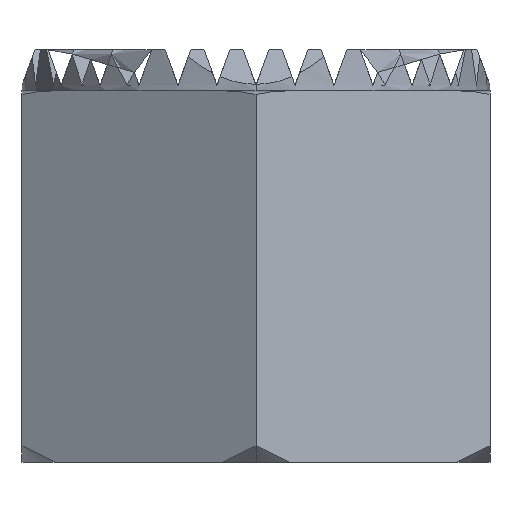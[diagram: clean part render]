
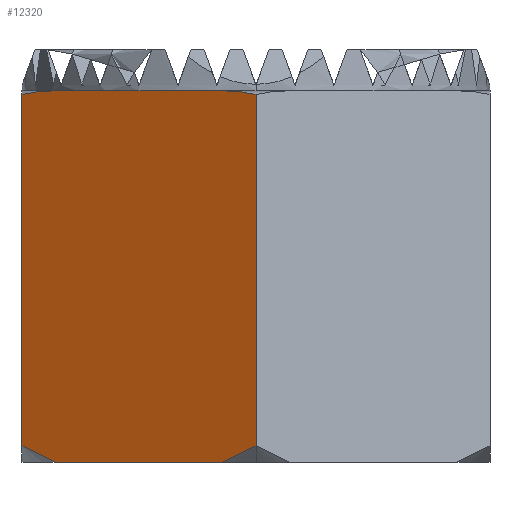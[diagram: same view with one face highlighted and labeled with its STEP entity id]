
A CAD part, front view. The second image highlights one B-rep face of the part: STEP entity #12320.
In plain terms, the highlighted planar face has unit normal (-0.5, -0.866, 0).
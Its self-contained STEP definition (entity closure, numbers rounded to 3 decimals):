
#177 = CARTESIAN_POINT ( 'NONE',  ( 0., -9.815, 0.615 ) ) ;
#189 = EDGE_CURVE ( 'NONE', #11834, #8405, #13324, .T. ) ;
#349 = EDGE_CURVE ( 'NONE', #1485, #11222, #5927, .T. ) ;
#716 = CARTESIAN_POINT ( 'NONE',  ( -8.5, -4.907, 0.615 ) ) ;
#763 = VECTOR ( 'NONE', #10392, 1000. ) ;
#771 = ORIENTED_EDGE ( 'NONE', *, *, #4630, .T. ) ;
#806 = DIRECTION ( 'NONE',  ( 0.5, 0.866, 0. ) ) ;
#816 = DIRECTION ( 'NONE',  ( 0., 0., -1. ) ) ;
#862 = ORIENTED_EDGE ( 'NONE', *, *, #11858, .F. ) ;
#911 = EDGE_CURVE ( 'NONE', #13875, #7563, #6890, .T. ) ;
#1138 = CARTESIAN_POINT ( 'NONE',  ( -7.298, -5.601, 13.5 ) ) ;
#1184 = DIRECTION ( 'NONE',  ( -0.866, 0.5, 0. ) ) ;
#1485 = VERTEX_POINT ( 'NONE', #4730 ) ;
#1536 = CARTESIAN_POINT ( 'NONE',  ( 0., -9.815, 13.368 ) ) ;
#1961 = CARTESIAN_POINT ( 'NONE',  ( -8.5, -4.907, 16. ) ) ;
#2150 = B_SPLINE_CURVE_WITH_KNOTS ( 'NONE', 3,
 ( #4677, #11102, #5836, #11240 ),
 .UNSPECIFIED., .F., .F.,
 ( 4, 4 ),
 ( 0., 0.002 ),
 .UNSPECIFIED. ) ;
#2368 = DIRECTION ( 'NONE',  ( 0., 0., -1. ) ) ;
#3373 = CARTESIAN_POINT ( 'NONE',  ( -1.202, -9.121, 0. ) ) ;
#3383 = CARTESIAN_POINT ( 'NONE',  ( -7.298, -5.601, 0. ) ) ;
#3408 = CARTESIAN_POINT ( 'NONE',  ( -1.202, -9.121, 13.5 ) ) ;
#3481 = ORIENTED_EDGE ( 'NONE', *, *, #189, .T. ) ;
#3525 = ORIENTED_EDGE ( 'NONE', *, *, #911, .T. ) ;
#3710 = EDGE_CURVE ( 'NONE', #12609, #13875, #14229, .T. ) ;
#4184 = VECTOR ( 'NONE', #816, 1000. ) ;
#4261 = PLANE ( 'NONE',  #12247 ) ;
#4308 = CARTESIAN_POINT ( 'NONE',  ( -8.1, -5.138, 13.472 ) ) ;
#4350 = CARTESIAN_POINT ( 'NONE',  ( 2.125, -11.042, 13.5 ) ) ;
#4489 = CARTESIAN_POINT ( 'NONE',  ( 0., -9.815, 13.368 ) ) ;
#4630 = EDGE_CURVE ( 'NONE', #11222, #13248, #2150, .T. ) ;
#4677 = CARTESIAN_POINT ( 'NONE',  ( -1.202, -9.121, 0. ) ) ;
#4730 = CARTESIAN_POINT ( 'NONE',  ( -7.298, -5.601, 0. ) ) ;
#5119 = CARTESIAN_POINT ( 'NONE',  ( -8.108, -5.134, 0.388 ) ) ;
#5193 = CARTESIAN_POINT ( 'NONE',  ( -4.25, -7.361, 13.5 ) ) ;
#5541 = LINE ( 'NONE', #5610, #8088 ) ;
#5608 = EDGE_CURVE ( 'NONE', #7563, #13940, #6843, .T. ) ;
#5610 = CARTESIAN_POINT ( 'NONE',  ( 2.125, -11.042, 13.5 ) ) ;
#5836 = CARTESIAN_POINT ( 'NONE',  ( -0.392, -9.588, 0.388 ) ) ;
#5927 = LINE ( 'NONE', #10318, #763 ) ;
#6364 = DIRECTION ( 'NONE',  ( -0.866, 0.5, 0. ) ) ;
#6834 = VECTOR ( 'NONE', #1184, 1000. ) ;
#6843 = LINE ( 'NONE', #8996, #14002 ) ;
#6890 = B_SPLINE_CURVE_WITH_KNOTS ( 'NONE', 3,
 ( #1138, #7705, #4308, #12099 ),
 .UNSPECIFIED., .F., .F.,
 ( 4, 4 ),
 ( 0.008, 0.01 ),
 .UNSPECIFIED. ) ;
#7238 = CARTESIAN_POINT ( 'NONE',  ( 0., -9.815, 16. ) ) ;
#7563 = VERTEX_POINT ( 'NONE', #10114 ) ;
#7666 = CARTESIAN_POINT ( 'NONE',  ( -0.799, -9.354, 13.5 ) ) ;
#7705 = CARTESIAN_POINT ( 'NONE',  ( -7.699, -5.37, 13.5 ) ) ;
#7781 = CARTESIAN_POINT ( 'NONE',  ( -7.298, -5.601, 13.5 ) ) ;
#8088 = VECTOR ( 'NONE', #10005, 1000. ) ;
#8405 = VERTEX_POINT ( 'NONE', #13079 ) ;
#8893 = CARTESIAN_POINT ( 'NONE',  ( -0.398, -9.585, 13.471 ) ) ;
#8996 = CARTESIAN_POINT ( 'NONE',  ( -8.5, -4.907, 16. ) ) ;
#9065 = ORIENTED_EDGE ( 'NONE', *, *, #12717, .T. ) ;
#9132 = EDGE_LOOP ( 'NONE', ( #3481, #13885, #10115, #3525, #9703, #9065, #12612, #771, #862 ) ) ;
#9703 = ORIENTED_EDGE ( 'NONE', *, *, #5608, .T. ) ;
#9801 = B_SPLINE_CURVE_WITH_KNOTS ( 'NONE', 3,
 ( #716, #5119, #9866, #3383 ),
 .UNSPECIFIED., .F., .F.,
 ( 4, 4 ),
 ( 0., 0.002 ),
 .UNSPECIFIED. ) ;
#9866 = CARTESIAN_POINT ( 'NONE',  ( -7.708, -5.365, 0.181 ) ) ;
#10005 = DIRECTION ( 'NONE',  ( -0.866, 0.5, 0. ) ) ;
#10114 = CARTESIAN_POINT ( 'NONE',  ( -8.5, -4.907, 13.368 ) ) ;
#10115 = ORIENTED_EDGE ( 'NONE', *, *, #3710, .T. ) ;
#10318 = CARTESIAN_POINT ( 'NONE',  ( 2.65, -11.345, 0. ) ) ;
#10392 = DIRECTION ( 'NONE',  ( 0.866, -0.5, 0. ) ) ;
#10681 = FACE_OUTER_BOUND ( 'NONE', #9132, .T. ) ;
#11102 = CARTESIAN_POINT ( 'NONE',  ( -0.792, -9.358, 0.181 ) ) ;
#11222 = VERTEX_POINT ( 'NONE', #3373 ) ;
#11240 = CARTESIAN_POINT ( 'NONE',  ( 0., -9.815, 0.615 ) ) ;
#11311 = EDGE_CURVE ( 'NONE', #8405, #12609, #5541, .T. ) ;
#11624 = LINE ( 'NONE', #7238, #4184 ) ;
#11834 = VERTEX_POINT ( 'NONE', #1536 ) ;
#11858 = EDGE_CURVE ( 'NONE', #11834, #13248, #11624, .T. ) ;
#12034 = CARTESIAN_POINT ( 'NONE',  ( -8.5, -4.907, 0.615 ) ) ;
#12099 = CARTESIAN_POINT ( 'NONE',  ( -8.5, -4.907, 13.368 ) ) ;
#12247 = AXIS2_PLACEMENT_3D ( 'NONE', #1961, #806, #6364 ) ;
#12320 = ADVANCED_FACE ( 'NONE', ( #10681 ), #4261, .F. ) ;
#12609 = VERTEX_POINT ( 'NONE', #5193 ) ;
#12612 = ORIENTED_EDGE ( 'NONE', *, *, #349, .T. ) ;
#12717 = EDGE_CURVE ( 'NONE', #13940, #1485, #9801, .T. ) ;
#13079 = CARTESIAN_POINT ( 'NONE',  ( -1.202, -9.121, 13.5 ) ) ;
#13248 = VERTEX_POINT ( 'NONE', #177 ) ;
#13324 = B_SPLINE_CURVE_WITH_KNOTS ( 'NONE', 3,
 ( #4489, #8893, #7666, #3408 ),
 .UNSPECIFIED., .F., .F.,
 ( 4, 4 ),
 ( 0., 0.001 ),
 .UNSPECIFIED. ) ;
#13875 = VERTEX_POINT ( 'NONE', #7781 ) ;
#13885 = ORIENTED_EDGE ( 'NONE', *, *, #11311, .T. ) ;
#13940 = VERTEX_POINT ( 'NONE', #12034 ) ;
#14002 = VECTOR ( 'NONE', #2368, 1000. ) ;
#14229 = LINE ( 'NONE', #4350, #6834 ) ;
